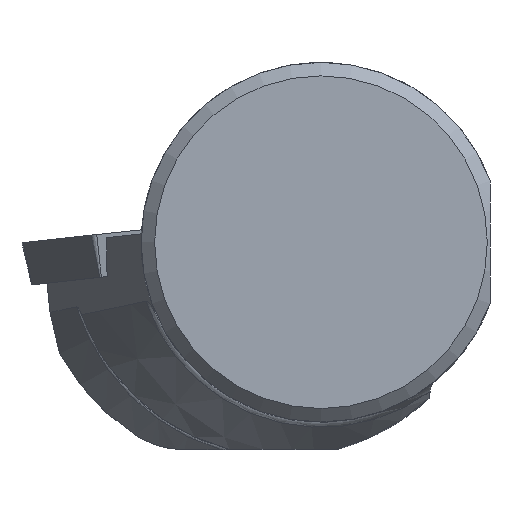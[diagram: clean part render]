
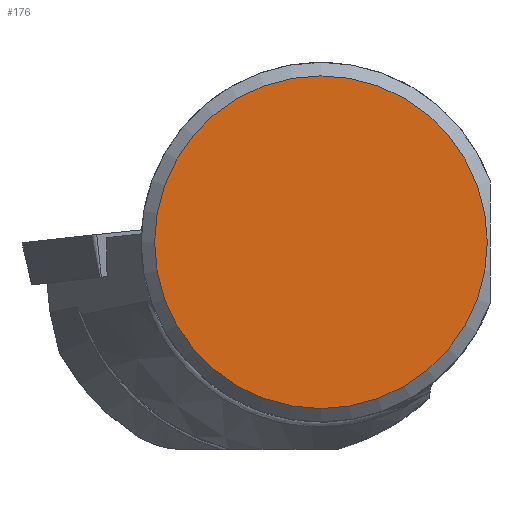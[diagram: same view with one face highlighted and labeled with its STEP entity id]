
A CAD part, top view. The second image highlights one B-rep face of the part: STEP entity #176.
In plain terms, the highlighted planar face has unit normal (0, 0, 1).
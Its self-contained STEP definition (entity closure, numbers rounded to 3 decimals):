
#142=PLANE('',#1001);
#176=ADVANCED_FACE('',(#234),#142,.F.);
#234=FACE_OUTER_BOUND('',#272,.T.);
#272=EDGE_LOOP('',(#556));
#556=ORIENTED_EDGE('',*,*,#816,.F.);
#719=VERTEX_POINT('',#1544);
#816=EDGE_CURVE('',#719,#719,#871,.T.);
#871=CIRCLE('',#995,9.25);
#995=AXIS2_PLACEMENT_3D('',#1543,#1165,#1166);
#1001=AXIS2_PLACEMENT_3D('',#1562,#1178,#1179);
#1165=DIRECTION('',(0.,0.,-1.));
#1166=DIRECTION('',(0.,-1.,0.));
#1178=DIRECTION('',(0.,0.,-1.));
#1179=DIRECTION('',(0.,-1.,0.));
#1543=CARTESIAN_POINT('',(0.,0.,0.299));
#1544=CARTESIAN_POINT('',(0.,-9.25,0.299));
#1562=CARTESIAN_POINT('',(-20.,-8.821,0.299));
